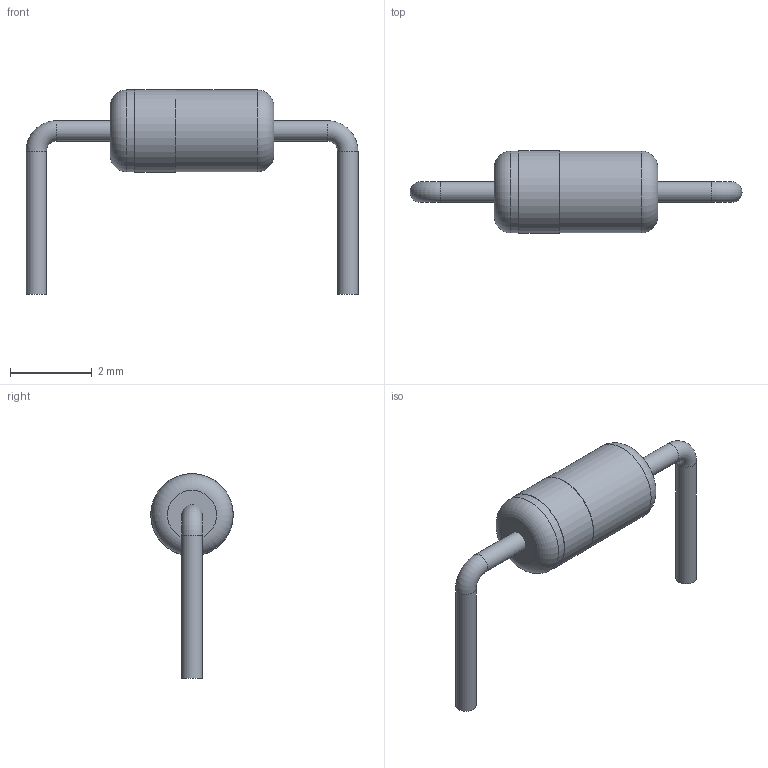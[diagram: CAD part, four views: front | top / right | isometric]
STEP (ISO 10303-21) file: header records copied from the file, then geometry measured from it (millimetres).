
FILE_DESCRIPTION(('FreeCAD Model'),'2;1');
FILE_NAME('D_DO-35_SOD27_P7.62mm_Horizontal.step','2017-11-23T22:03:10',( 'EXTRA StepUp'),('ksu MCAD'),'Open CASCADE STEP processor 7.1', 'FreeCAD','Unknown');
FILE_SCHEMA(('AUTOMOTIVE_DESIGN { 1 0 10303 214 1 1 1 1 }'));
Length unit declared in the file: millimetre
Products named in the file (1): D_DO-35_SOD27_P7.62mm_Horizontal
Bounding box: 8.12 x 2.02 x 5.01 mm (x, y, z)
Volume: 15.2 mm3; surface area: 53.6 mm2
Topology: 2 solids, 2 shells, 16 faces, 24 edges, 14 vertices
Faces by surface type: cylinder 6, plane 6, torus 4
Full cylindrical faces by diameter (mm): 0.5 x3, 2 x2, 2.02 x1
Entity records: 482 total; most frequent: DIRECTION 76, CARTESIAN_POINT 55, ORIENTED_EDGE 48, AXIS2_PLACEMENT_3D 35, EDGE_CURVE 24, FACE_BOUND 18, EDGE_LOOP 18, CIRCLE 18
